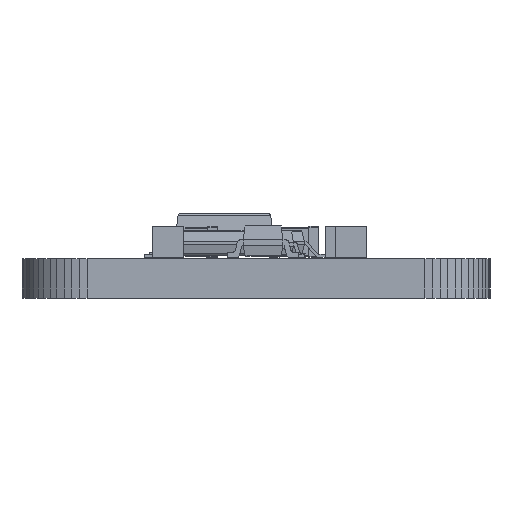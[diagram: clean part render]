
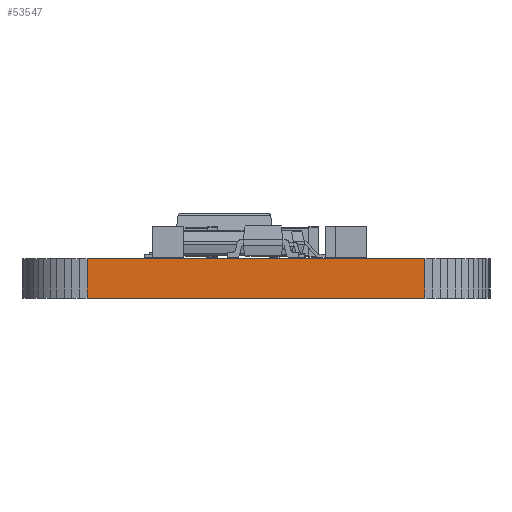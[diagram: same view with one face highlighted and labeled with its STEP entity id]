
A CAD part, front view. The second image highlights one B-rep face of the part: STEP entity #53547.
In plain terms, the highlighted planar face has unit normal (0, -1, 0).
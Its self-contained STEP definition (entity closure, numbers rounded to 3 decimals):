
#46356 = PLANE('',#46357);
#46357 = AXIS2_PLACEMENT_3D('',#46358,#46359,#46360);
#46358 = CARTESIAN_POINT('',(7.62,-18.882,1.58));
#46359 = DIRECTION('',(-0.,-0.,-1.));
#46360 = DIRECTION('',(-1.,0.,0.));
#46410 = PLANE('',#46411);
#46411 = AXIS2_PLACEMENT_3D('',#46412,#46413,#46414);
#46412 = CARTESIAN_POINT('',(7.62,-18.882,0.));
#46413 = DIRECTION('',(-0.,-0.,-1.));
#46414 = DIRECTION('',(-1.,0.,0.));
#47247 = VERTEX_POINT('',#47248);
#47248 = CARTESIAN_POINT('',(14.404,-40.714,0.));
#47262 = PLANE('',#47263);
#47263 = AXIS2_PLACEMENT_3D('',#47264,#47265,#47266);
#47264 = CARTESIAN_POINT('',(14.719,-40.695,0.));
#47265 = DIRECTION('',(0.06,-0.998,0.));
#47266 = DIRECTION('',(-0.998,-0.06,0.));
#47274 = EDGE_CURVE('',#47247,#47275,#47277,.T.);
#47275 = VERTEX_POINT('',#47276);
#47276 = CARTESIAN_POINT('',(0.836,-40.714,0.));
#47277 = SURFACE_CURVE('',#47278,(#47282,#47289),.PCURVE_S1.);
#47278 = LINE('',#47279,#47280);
#47279 = CARTESIAN_POINT('',(14.404,-40.714,0.));
#47280 = VECTOR('',#47281,1.);
#47281 = DIRECTION('',(-1.,0.,0.));
#47282 = PCURVE('',#46410,#47283);
#47283 = DEFINITIONAL_REPRESENTATION('',(#47284),#47288);
#47284 = LINE('',#47285,#47286);
#47285 = CARTESIAN_POINT('',(-6.784,-21.832));
#47286 = VECTOR('',#47287,1.);
#47287 = DIRECTION('',(1.,0.));
#47288 = ( GEOMETRIC_REPRESENTATION_CONTEXT(2) 
PARAMETRIC_REPRESENTATION_CONTEXT() REPRESENTATION_CONTEXT('2D SPACE',''
  ) );
#47289 = PCURVE('',#47290,#47295);
#47290 = PLANE('',#47291);
#47291 = AXIS2_PLACEMENT_3D('',#47292,#47293,#47294);
#47292 = CARTESIAN_POINT('',(14.404,-40.714,0.));
#47293 = DIRECTION('',(0.,-1.,0.));
#47294 = DIRECTION('',(-1.,0.,0.));
#47295 = DEFINITIONAL_REPRESENTATION('',(#47296),#47300);
#47296 = LINE('',#47297,#47298);
#47297 = CARTESIAN_POINT('',(0.,0.));
#47298 = VECTOR('',#47299,1.);
#47299 = DIRECTION('',(1.,0.));
#47300 = ( GEOMETRIC_REPRESENTATION_CONTEXT(2) 
PARAMETRIC_REPRESENTATION_CONTEXT() REPRESENTATION_CONTEXT('2D SPACE',''
  ) );
#47318 = PLANE('',#47319);
#47319 = AXIS2_PLACEMENT_3D('',#47320,#47321,#47322);
#47320 = CARTESIAN_POINT('',(0.836,-40.714,0.));
#47321 = DIRECTION('',(-0.06,-0.998,0.));
#47322 = DIRECTION('',(-0.998,0.06,0.));
#50178 = VERTEX_POINT('',#50179);
#50179 = CARTESIAN_POINT('',(14.404,-40.714,1.58));
#50200 = EDGE_CURVE('',#50178,#50201,#50203,.T.);
#50201 = VERTEX_POINT('',#50202);
#50202 = CARTESIAN_POINT('',(0.836,-40.714,1.58));
#50203 = SURFACE_CURVE('',#50204,(#50208,#50215),.PCURVE_S1.);
#50204 = LINE('',#50205,#50206);
#50205 = CARTESIAN_POINT('',(14.404,-40.714,1.58));
#50206 = VECTOR('',#50207,1.);
#50207 = DIRECTION('',(-1.,0.,0.));
#50208 = PCURVE('',#46356,#50209);
#50209 = DEFINITIONAL_REPRESENTATION('',(#50210),#50214);
#50210 = LINE('',#50211,#50212);
#50211 = CARTESIAN_POINT('',(-6.784,-21.832));
#50212 = VECTOR('',#50213,1.);
#50213 = DIRECTION('',(1.,0.));
#50214 = ( GEOMETRIC_REPRESENTATION_CONTEXT(2) 
PARAMETRIC_REPRESENTATION_CONTEXT() REPRESENTATION_CONTEXT('2D SPACE',''
  ) );
#50215 = PCURVE('',#47290,#50216);
#50216 = DEFINITIONAL_REPRESENTATION('',(#50217),#50221);
#50217 = LINE('',#50218,#50219);
#50218 = CARTESIAN_POINT('',(0.,-1.58));
#50219 = VECTOR('',#50220,1.);
#50220 = DIRECTION('',(1.,0.));
#50221 = ( GEOMETRIC_REPRESENTATION_CONTEXT(2) 
PARAMETRIC_REPRESENTATION_CONTEXT() REPRESENTATION_CONTEXT('2D SPACE',''
  ) );
#53499 = EDGE_CURVE('',#47247,#50178,#53500,.T.);
#53500 = SURFACE_CURVE('',#53501,(#53505,#53512),.PCURVE_S1.);
#53501 = LINE('',#53502,#53503);
#53502 = CARTESIAN_POINT('',(14.404,-40.714,0.));
#53503 = VECTOR('',#53504,1.);
#53504 = DIRECTION('',(0.,0.,1.));
#53505 = PCURVE('',#47262,#53506);
#53506 = DEFINITIONAL_REPRESENTATION('',(#53507),#53511);
#53507 = LINE('',#53508,#53509);
#53508 = CARTESIAN_POINT('',(0.316,0.));
#53509 = VECTOR('',#53510,1.);
#53510 = DIRECTION('',(0.,-1.));
#53511 = ( GEOMETRIC_REPRESENTATION_CONTEXT(2) 
PARAMETRIC_REPRESENTATION_CONTEXT() REPRESENTATION_CONTEXT('2D SPACE',''
  ) );
#53512 = PCURVE('',#47290,#53513);
#53513 = DEFINITIONAL_REPRESENTATION('',(#53514),#53518);
#53514 = LINE('',#53515,#53516);
#53515 = CARTESIAN_POINT('',(0.,0.));
#53516 = VECTOR('',#53517,1.);
#53517 = DIRECTION('',(0.,-1.));
#53518 = ( GEOMETRIC_REPRESENTATION_CONTEXT(2) 
PARAMETRIC_REPRESENTATION_CONTEXT() REPRESENTATION_CONTEXT('2D SPACE',''
  ) );
#53547 = ADVANCED_FACE('',(#53548),#47290,.T.);
#53548 = FACE_BOUND('',#53549,.T.);
#53549 = EDGE_LOOP('',(#53550,#53551,#53552,#53573));
#53550 = ORIENTED_EDGE('',*,*,#53499,.T.);
#53551 = ORIENTED_EDGE('',*,*,#50200,.T.);
#53552 = ORIENTED_EDGE('',*,*,#53553,.F.);
#53553 = EDGE_CURVE('',#47275,#50201,#53554,.T.);
#53554 = SURFACE_CURVE('',#53555,(#53559,#53566),.PCURVE_S1.);
#53555 = LINE('',#53556,#53557);
#53556 = CARTESIAN_POINT('',(0.836,-40.714,0.));
#53557 = VECTOR('',#53558,1.);
#53558 = DIRECTION('',(0.,0.,1.));
#53559 = PCURVE('',#47290,#53560);
#53560 = DEFINITIONAL_REPRESENTATION('',(#53561),#53565);
#53561 = LINE('',#53562,#53563);
#53562 = CARTESIAN_POINT('',(13.569,0.));
#53563 = VECTOR('',#53564,1.);
#53564 = DIRECTION('',(0.,-1.));
#53565 = ( GEOMETRIC_REPRESENTATION_CONTEXT(2) 
PARAMETRIC_REPRESENTATION_CONTEXT() REPRESENTATION_CONTEXT('2D SPACE',''
  ) );
#53566 = PCURVE('',#47318,#53567);
#53567 = DEFINITIONAL_REPRESENTATION('',(#53568),#53572);
#53568 = LINE('',#53569,#53570);
#53569 = CARTESIAN_POINT('',(0.,0.));
#53570 = VECTOR('',#53571,1.);
#53571 = DIRECTION('',(0.,-1.));
#53572 = ( GEOMETRIC_REPRESENTATION_CONTEXT(2) 
PARAMETRIC_REPRESENTATION_CONTEXT() REPRESENTATION_CONTEXT('2D SPACE',''
  ) );
#53573 = ORIENTED_EDGE('',*,*,#47274,.F.);
